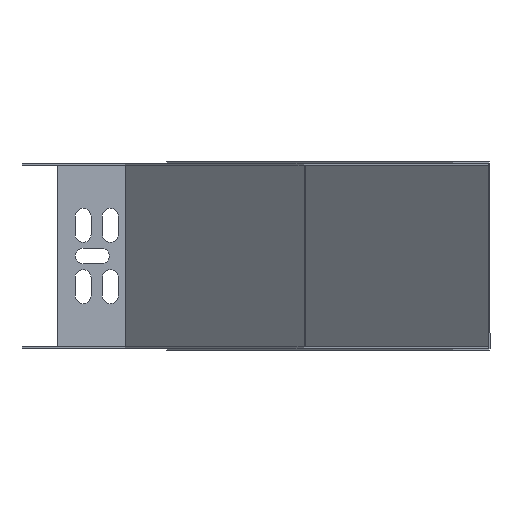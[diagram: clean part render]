
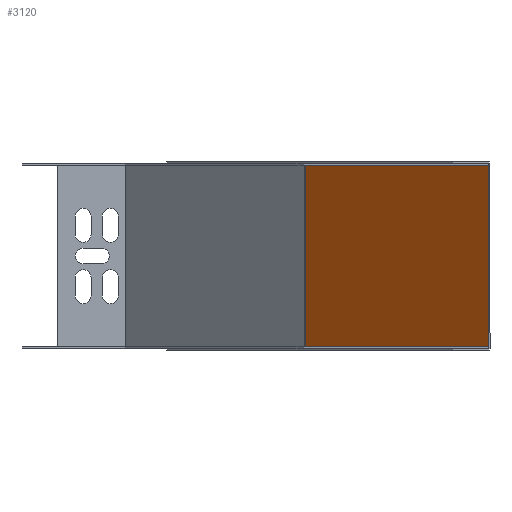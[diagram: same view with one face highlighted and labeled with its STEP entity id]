
A CAD part, front view. The second image highlights one B-rep face of the part: STEP entity #3120.
In plain terms, the highlighted planar face has unit normal (-0.707, -0.707, 0).
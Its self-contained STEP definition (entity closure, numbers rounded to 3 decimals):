
#14 = DIRECTION ( 'NONE',  ( 0.707, -0.707, 0. ) ) ;
#952 = VECTOR ( 'NONE', #6009, 1000. ) ;
#1158 = CARTESIAN_POINT ( 'NONE',  ( 109.12, -45.038, 80.029 ) ) ;
#1508 = EDGE_CURVE ( 'NONE', #5517, #6322, #5663, .T. ) ;
#1522 = CARTESIAN_POINT ( 'NONE',  ( -16.745, 80.827, 161.629 ) ) ;
#2778 = PLANE ( 'NONE',  #6379 ) ;
#2930 = VERTEX_POINT ( 'NONE', #6383 ) ;
#3120 = ADVANCED_FACE ( 'NONE', ( #6778 ), #2778, .T. ) ;
#3335 = DIRECTION ( 'NONE',  ( -0.707, -0.707, 0. ) ) ;
#3342 = EDGE_CURVE ( 'NONE', #6322, #2930, #3946, .T. ) ;
#3416 = DIRECTION ( 'NONE',  ( 0., 0., 1. ) ) ;
#3463 = CARTESIAN_POINT ( 'NONE',  ( -16.745, 80.827, 161.629 ) ) ;
#3584 = CARTESIAN_POINT ( 'NONE',  ( -16.745, 80.827, 80.029 ) ) ;
#3764 = VECTOR ( 'NONE', #6769, 1000. ) ;
#3946 = LINE ( 'NONE', #4041, #3764 ) ;
#4041 = CARTESIAN_POINT ( 'NONE',  ( -16.745, 80.827, 161.629 ) ) ;
#4239 = LINE ( 'NONE', #1158, #7151 ) ;
#4352 = ORIENTED_EDGE ( 'NONE', *, *, #4686, .F. ) ;
#4378 = CARTESIAN_POINT ( 'NONE',  ( 109.12, -45.038, 161.629 ) ) ;
#4686 = EDGE_CURVE ( 'NONE', #6549, #5517, #4239, .T. ) ;
#5035 = DIRECTION ( 'NONE',  ( -0.707, 0.707, 0. ) ) ;
#5211 = ORIENTED_EDGE ( 'NONE', *, *, #3342, .F. ) ;
#5370 = LINE ( 'NONE', #4378, #952 ) ;
#5393 = ORIENTED_EDGE ( 'NONE', *, *, #1508, .F. ) ;
#5435 = ORIENTED_EDGE ( 'NONE', *, *, #6706, .F. ) ;
#5517 = VERTEX_POINT ( 'NONE', #3584 ) ;
#5663 = LINE ( 'NONE', #3463, #6768 ) ;
#5791 = CARTESIAN_POINT ( 'NONE',  ( 109.12, -45.038, 80.029 ) ) ;
#6009 = DIRECTION ( 'NONE',  ( 0., 0., -1. ) ) ;
#6322 = VERTEX_POINT ( 'NONE', #1522 ) ;
#6379 = AXIS2_PLACEMENT_3D ( 'NONE', #7164, #3335, #14 ) ;
#6383 = CARTESIAN_POINT ( 'NONE',  ( 109.12, -45.038, 161.629 ) ) ;
#6549 = VERTEX_POINT ( 'NONE', #5791 ) ;
#6706 = EDGE_CURVE ( 'NONE', #2930, #6549, #5370, .T. ) ;
#6768 = VECTOR ( 'NONE', #3416, 1000. ) ;
#6769 = DIRECTION ( 'NONE',  ( 0.707, -0.707, 0. ) ) ;
#6778 = FACE_OUTER_BOUND ( 'NONE', #7059, .T. ) ;
#7059 = EDGE_LOOP ( 'NONE', ( #4352, #5435, #5211, #5393 ) ) ;
#7151 = VECTOR ( 'NONE', #5035, 1000. ) ;
#7164 = CARTESIAN_POINT ( 'NONE',  ( 109.12, -45.038, 80.029 ) ) ;
